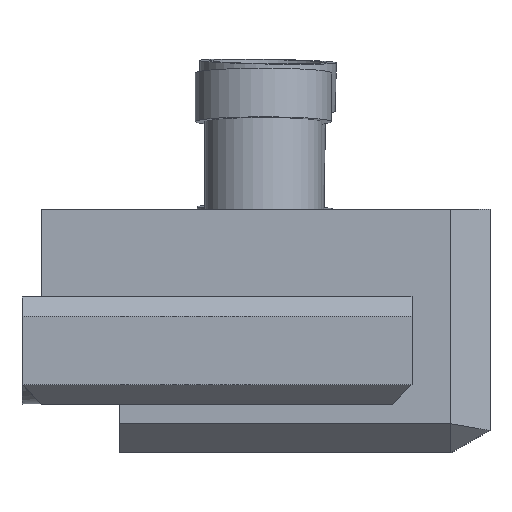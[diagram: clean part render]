
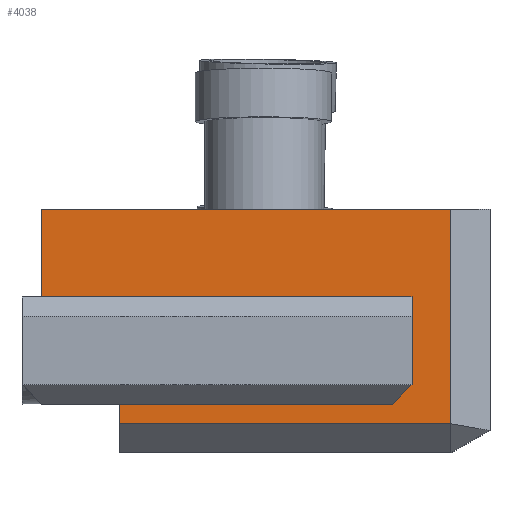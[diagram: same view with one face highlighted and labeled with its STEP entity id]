
A CAD part, left-side view. The second image highlights one B-rep face of the part: STEP entity #4038.
In plain terms, the highlighted planar face has unit normal (-1, 0, 0).
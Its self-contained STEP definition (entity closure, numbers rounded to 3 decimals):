
#241=PLANE('',#4292);
#389=FACE_OUTER_BOUND('',#622,.T.);
#622=EDGE_LOOP('',(#2967,#2968,#2969,#2970,#2971,#2972,#2973,#2974,#2975));
#866=LINE('',#5784,#1282);
#924=LINE('',#5901,#1340);
#929=LINE('',#5911,#1345);
#933=LINE('',#5917,#1349);
#934=LINE('',#5919,#1350);
#942=LINE('',#5934,#1358);
#943=LINE('',#5937,#1359);
#944=LINE('',#5939,#1360);
#945=LINE('',#5940,#1361);
#1282=VECTOR('',#4705,10.);
#1340=VECTOR('',#4795,10.);
#1345=VECTOR('',#4804,10.);
#1349=VECTOR('',#4812,10.);
#1350=VECTOR('',#4815,10.);
#1358=VECTOR('',#4825,10.);
#1359=VECTOR('',#4828,10.);
#1360=VECTOR('',#4829,10.);
#1361=VECTOR('',#4830,10.);
#1762=VERTEX_POINT('',#5781);
#1763=VERTEX_POINT('',#5783);
#1805=VERTEX_POINT('',#5899);
#1806=VERTEX_POINT('',#5900);
#1808=VERTEX_POINT('',#5909);
#1809=VERTEX_POINT('',#5910);
#1815=VERTEX_POINT('',#5932);
#1816=VERTEX_POINT('',#5936);
#1817=VERTEX_POINT('',#5938);
#2179=EDGE_CURVE('',#1762,#1763,#866,.T.);
#2237=EDGE_CURVE('',#1805,#1806,#924,.T.);
#2242=EDGE_CURVE('',#1808,#1809,#929,.T.);
#2246=EDGE_CURVE('',#1809,#1805,#933,.T.);
#2247=EDGE_CURVE('',#1808,#1762,#934,.T.);
#2255=EDGE_CURVE('',#1806,#1815,#942,.T.);
#2256=EDGE_CURVE('',#1816,#1815,#943,.T.);
#2257=EDGE_CURVE('',#1817,#1816,#944,.T.);
#2258=EDGE_CURVE('',#1817,#1763,#945,.T.);
#2967=ORIENTED_EDGE('',*,*,#2247,.F.);
#2968=ORIENTED_EDGE('',*,*,#2242,.T.);
#2969=ORIENTED_EDGE('',*,*,#2246,.T.);
#2970=ORIENTED_EDGE('',*,*,#2237,.T.);
#2971=ORIENTED_EDGE('',*,*,#2255,.T.);
#2972=ORIENTED_EDGE('',*,*,#2256,.F.);
#2973=ORIENTED_EDGE('',*,*,#2257,.F.);
#2974=ORIENTED_EDGE('',*,*,#2258,.T.);
#2975=ORIENTED_EDGE('',*,*,#2179,.F.);
#4038=ADVANCED_FACE('',(#389),#241,.T.);
#4292=AXIS2_PLACEMENT_3D('',#5935,#4826,#4827);
#4705=DIRECTION('',(0.,0.,1.));
#4795=DIRECTION('',(0.,1.,0.));
#4804=DIRECTION('',(0.,0.,-1.));
#4812=DIRECTION('',(0.,0.707,-0.707));
#4815=DIRECTION('',(0.,1.,0.));
#4825=DIRECTION('',(0.,0.,-1.));
#4826=DIRECTION('center_axis',(-1.,0.,0.));
#4827=DIRECTION('ref_axis',(0.,-1.,0.));
#4828=DIRECTION('',(0.,1.,0.));
#4829=DIRECTION('',(0.,0.,-1.));
#4830=DIRECTION('',(0.,1.,0.));
#5781=CARTESIAN_POINT('',(-32.,38.,0.));
#5783=CARTESIAN_POINT('',(-32.,38.,9.));
#5784=CARTESIAN_POINT('',(-32.,38.,0.));
#5899=CARTESIAN_POINT('',(-32.,2.,-11.));
#5900=CARTESIAN_POINT('',(-32.,30.,-11.));
#5901=CARTESIAN_POINT('',(-32.,25.,-11.));
#5909=CARTESIAN_POINT('',(-32.,0.,0.));
#5910=CARTESIAN_POINT('',(-32.,0.,-9.));
#5911=CARTESIAN_POINT('',(-32.,0.,0.));
#5917=CARTESIAN_POINT('',(-32.,5.75,-14.75));
#5919=CARTESIAN_POINT('',(-32.,30.,0.));
#5932=CARTESIAN_POINT('',(-32.,30.,-13.));
#5934=CARTESIAN_POINT('',(-32.,30.,0.));
#5935=CARTESIAN_POINT('Origin',(-32.,30.,0.));
#5936=CARTESIAN_POINT('',(-32.,-4.,-13.));
#5937=CARTESIAN_POINT('',(-32.,20.5,-13.));
#5938=CARTESIAN_POINT('',(-32.,-4.,9.));
#5939=CARTESIAN_POINT('',(-32.,-4.,0.));
#5940=CARTESIAN_POINT('',(-32.,30.,9.));
